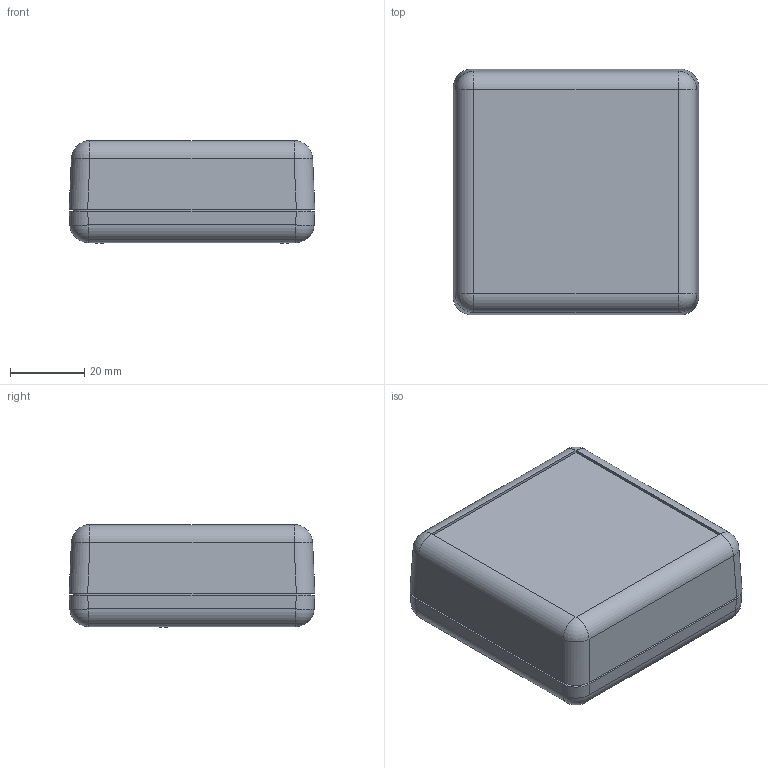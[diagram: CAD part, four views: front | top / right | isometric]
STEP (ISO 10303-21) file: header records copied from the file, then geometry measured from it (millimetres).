
FILE_DESCRIPTION(/* description */ (''),/* implementation_level */ '2;1');
FILE_NAME(/* name */ '1593J.iam.stp',/* time_stamp */ '2016-04-25T15:45:13-04:00',/* author */ ('rboehler'),/* organization */ (''),/* preprocessor_version */ 'ST-DEVELOPER v16.1',/* originating_system */ 'Autodesk Inventor 2016',/* authorisation */ '');
FILE_SCHEMA (('AUTOMOTIVE_DESIGN { 1 0 10303 214 3 1 1 }'));
Products named in the file (5): 1593J Base; 1593J Cover; 1593J PCB; #12578; 1593J
Assembly tree (3 placements, depth 2):
  #12578
  1593J
    1593J Base
    1593J Cover
    1593J PCB
Bounding box: 66.25 x 66.25 x 27.67 mm (x, y, z)
Volume: 40598.9 mm3; surface area: 38802.7 mm2
Topology: 5 solids, 5 shells, 419 faces, 1057 edges, 694 vertices
Faces by surface type: plane 227, bspline 96, cylinder 56, cone 26, sphere 10, torus 4
Full cylindrical faces by diameter (mm): 2.5 x10, 2.845 x2, 3 x12, 3.2 x4, 6 x2
Entity records: 12570 total; most frequent: CARTESIAN_POINT 4025, ORIENTED_EDGE 1810, DIRECTION 1447, EDGE_CURVE 905, VERTEX_POINT 622, LINE 513, VECTOR 513, EDGE_LOOP 503
